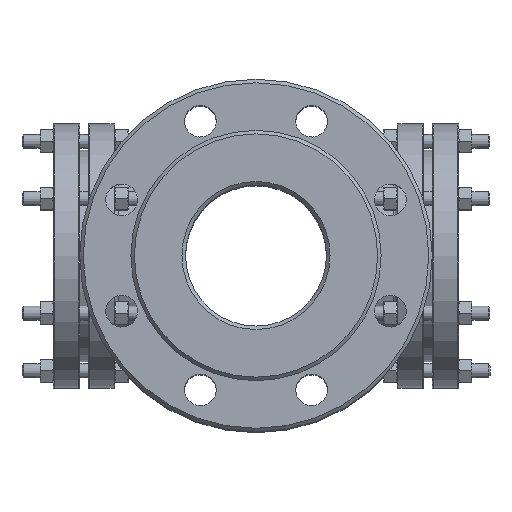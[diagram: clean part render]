
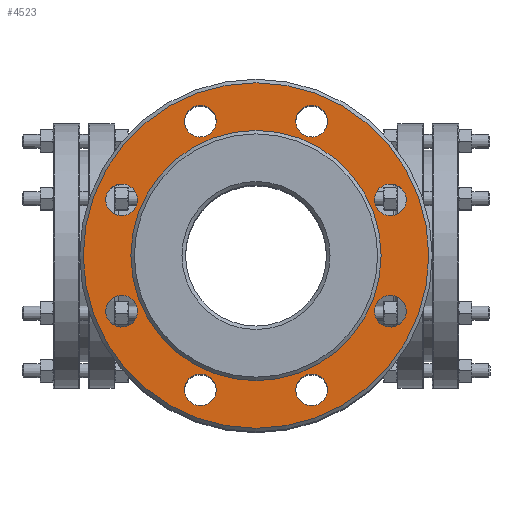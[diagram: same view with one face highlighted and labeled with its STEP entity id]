
A CAD part, top view. The second image highlights one B-rep face of the part: STEP entity #4523.
In plain terms, the highlighted planar face has unit normal (0, 0, 1).
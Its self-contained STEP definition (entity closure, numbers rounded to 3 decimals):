
#329=FACE_BOUND('',#1041,.T.);
#330=FACE_BOUND('',#1042,.T.);
#331=FACE_BOUND('',#1043,.T.);
#332=FACE_BOUND('',#1044,.T.);
#333=FACE_BOUND('',#1045,.T.);
#334=FACE_BOUND('',#1046,.T.);
#335=FACE_BOUND('',#1047,.T.);
#336=FACE_BOUND('',#1048,.T.);
#337=FACE_BOUND('',#1049,.T.);
#430=PLANE('',#5093);
#698=FACE_OUTER_BOUND('',#1040,.T.);
#1040=EDGE_LOOP('',(#3895));
#1041=EDGE_LOOP('',(#3896));
#1042=EDGE_LOOP('',(#3897));
#1043=EDGE_LOOP('',(#3898));
#1044=EDGE_LOOP('',(#3899));
#1045=EDGE_LOOP('',(#3900));
#1046=EDGE_LOOP('',(#3901));
#1047=EDGE_LOOP('',(#3902));
#1048=EDGE_LOOP('',(#3903));
#1049=EDGE_LOOP('',(#3904));
#1138=CIRCLE('',#4724,9.);
#1140=CIRCLE('',#4727,9.);
#1142=CIRCLE('',#4730,9.);
#1144=CIRCLE('',#4733,9.);
#1244=CIRCLE('',#4895,9.);
#1246=CIRCLE('',#4898,9.);
#1248=CIRCLE('',#4901,9.);
#1250=CIRCLE('',#4904,9.);
#1345=CIRCLE('',#5062,71.);
#1362=CIRCLE('',#5094,98.);
#1990=VERTEX_POINT('',#7808);
#1992=VERTEX_POINT('',#7814);
#1994=VERTEX_POINT('',#7820);
#1996=VERTEX_POINT('',#7826);
#2099=VERTEX_POINT('',#8655);
#2101=VERTEX_POINT('',#8661);
#2103=VERTEX_POINT('',#8667);
#2105=VERTEX_POINT('',#8673);
#2191=VERTEX_POINT('',#8992);
#2210=VERTEX_POINT('',#9507);
#2445=EDGE_CURVE('',#1990,#1990,#1138,.T.);
#2448=EDGE_CURVE('',#1992,#1992,#1140,.T.);
#2451=EDGE_CURVE('',#1994,#1994,#1142,.T.);
#2454=EDGE_CURVE('',#1996,#1996,#1144,.T.);
#2605=EDGE_CURVE('',#2099,#2099,#1244,.T.);
#2608=EDGE_CURVE('',#2101,#2101,#1246,.T.);
#2611=EDGE_CURVE('',#2103,#2103,#1248,.T.);
#2614=EDGE_CURVE('',#2105,#2105,#1250,.T.);
#2748=EDGE_CURVE('',#2191,#2191,#1345,.T.);
#2782=EDGE_CURVE('',#2210,#2210,#1362,.T.);
#3895=ORIENTED_EDGE('',*,*,#2782,.T.);
#3896=ORIENTED_EDGE('',*,*,#2605,.T.);
#3897=ORIENTED_EDGE('',*,*,#2608,.T.);
#3898=ORIENTED_EDGE('',*,*,#2611,.T.);
#3899=ORIENTED_EDGE('',*,*,#2614,.T.);
#3900=ORIENTED_EDGE('',*,*,#2748,.F.);
#3901=ORIENTED_EDGE('',*,*,#2445,.F.);
#3902=ORIENTED_EDGE('',*,*,#2448,.F.);
#3903=ORIENTED_EDGE('',*,*,#2451,.F.);
#3904=ORIENTED_EDGE('',*,*,#2454,.F.);
#4523=ADVANCED_FACE('',(#698,#329,#330,#331,#332,#333,#334,#335,#336,#337),
#430,.T.);
#4724=AXIS2_PLACEMENT_3D('',#7809,#5484,#5485);
#4727=AXIS2_PLACEMENT_3D('',#7815,#5491,#5492);
#4730=AXIS2_PLACEMENT_3D('',#7821,#5498,#5499);
#4733=AXIS2_PLACEMENT_3D('',#7827,#5505,#5506);
#4895=AXIS2_PLACEMENT_3D('',#8656,#5868,#5869);
#4898=AXIS2_PLACEMENT_3D('',#8662,#5875,#5876);
#4901=AXIS2_PLACEMENT_3D('',#8668,#5882,#5883);
#4904=AXIS2_PLACEMENT_3D('',#8674,#5889,#5890);
#5062=AXIS2_PLACEMENT_3D('',#8993,#6242,#6243);
#5093=AXIS2_PLACEMENT_3D('',#9506,#6315,#6316);
#5094=AXIS2_PLACEMENT_3D('',#9508,#6317,#6318);
#5484=DIRECTION('center_axis',(0.,0.,1.));
#5485=DIRECTION('ref_axis',(1.,0.,0.));
#5491=DIRECTION('center_axis',(0.,0.,1.));
#5492=DIRECTION('ref_axis',(1.,0.,0.));
#5498=DIRECTION('center_axis',(0.,0.,1.));
#5499=DIRECTION('ref_axis',(1.,0.,0.));
#5505=DIRECTION('center_axis',(0.,0.,1.));
#5506=DIRECTION('ref_axis',(1.,0.,0.));
#5868=DIRECTION('center_axis',(0.,0.,-1.));
#5869=DIRECTION('ref_axis',(-1.,0.,0.));
#5875=DIRECTION('center_axis',(0.,0.,-1.));
#5876=DIRECTION('ref_axis',(-1.,0.,0.));
#5882=DIRECTION('center_axis',(0.,0.,-1.));
#5883=DIRECTION('ref_axis',(-1.,0.,0.));
#5889=DIRECTION('center_axis',(0.,0.,-1.));
#5890=DIRECTION('ref_axis',(-1.,0.,0.));
#6242=DIRECTION('center_axis',(0.,0.,1.));
#6243=DIRECTION('ref_axis',(-1.,0.,0.));
#6315=DIRECTION('center_axis',(0.,0.,1.));
#6316=DIRECTION('ref_axis',(1.,0.,0.));
#6317=DIRECTION('center_axis',(0.,0.,1.));
#6318=DIRECTION('ref_axis',(1.,0.,0.));
#7808=CARTESIAN_POINT('',(-85.22,-31.571,308.));
#7809=CARTESIAN_POINT('Origin',(-76.22,-31.571,308.));
#7814=CARTESIAN_POINT('',(-40.571,-76.22,308.));
#7815=CARTESIAN_POINT('Origin',(-31.571,-76.22,308.));
#7820=CARTESIAN_POINT('',(-40.571,76.22,308.));
#7821=CARTESIAN_POINT('Origin',(-31.571,76.22,308.));
#7826=CARTESIAN_POINT('',(-85.22,31.571,308.));
#7827=CARTESIAN_POINT('Origin',(-76.22,31.571,308.));
#8655=CARTESIAN_POINT('',(85.22,-31.571,308.));
#8656=CARTESIAN_POINT('Origin',(76.22,-31.571,308.));
#8661=CARTESIAN_POINT('',(40.571,-76.22,308.));
#8662=CARTESIAN_POINT('Origin',(31.571,-76.22,308.));
#8667=CARTESIAN_POINT('',(40.571,76.22,308.));
#8668=CARTESIAN_POINT('Origin',(31.571,76.22,308.));
#8673=CARTESIAN_POINT('',(85.22,31.571,308.));
#8674=CARTESIAN_POINT('Origin',(76.22,31.571,308.));
#8992=CARTESIAN_POINT('',(71.,0.,308.));
#8993=CARTESIAN_POINT('Origin',(0.,0.,308.));
#9506=CARTESIAN_POINT('Origin',(0.,0.,308.));
#9507=CARTESIAN_POINT('',(98.,0.,308.));
#9508=CARTESIAN_POINT('Origin',(0.,0.,308.));
